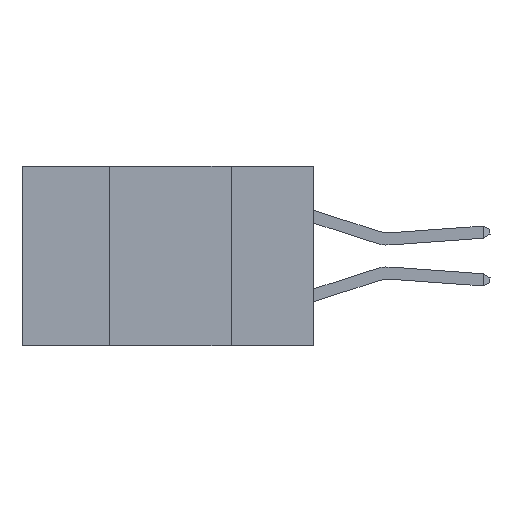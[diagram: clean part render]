
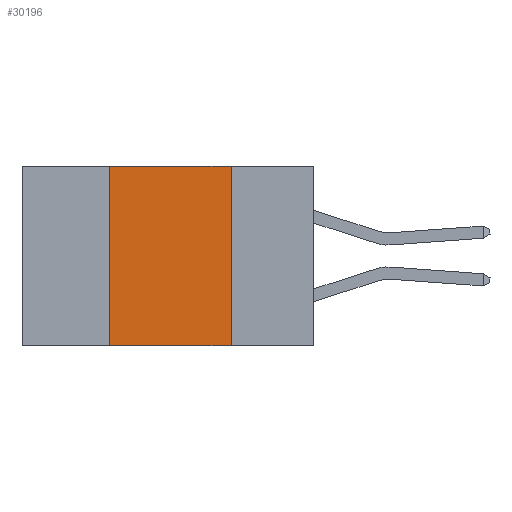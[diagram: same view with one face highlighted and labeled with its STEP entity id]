
A CAD part, left-side view. The second image highlights one B-rep face of the part: STEP entity #30196.
In plain terms, the highlighted planar face has unit normal (-1, 0, 0).
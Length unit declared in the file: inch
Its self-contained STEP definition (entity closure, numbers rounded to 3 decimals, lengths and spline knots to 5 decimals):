
#201 = CARTESIAN_POINT ( 'NONE',  ( 0., 0.17, -0.37 ) ) ;
#261 = EDGE_LOOP ( 'NONE', ( #28267, #6842, #14478, #29990 ) ) ;
#1651 = EDGE_CURVE ( 'NONE', #26058, #34103, #11069, .T. ) ;
#4448 = LINE ( 'NONE', #28574, #18701 ) ;
#4704 = VERTEX_POINT ( 'NONE', #201 ) ;
#6025 = CARTESIAN_POINT ( 'NONE',  ( 0., 0.6, -0.37 ) ) ;
#6842 = ORIENTED_EDGE ( 'NONE', *, *, #18368, .F. ) ;
#7572 = LINE ( 'NONE', #6025, #28977 ) ;
#8196 = LINE ( 'NONE', #17890, #29576 ) ;
#9698 = CARTESIAN_POINT ( 'NONE',  ( 0., 0.17, 0. ) ) ;
#10054 = EDGE_CURVE ( 'NONE', #28521, #4704, #4448, .T. ) ;
#11069 = LINE ( 'NONE', #19239, #24964 ) ;
#14478 = ORIENTED_EDGE ( 'NONE', *, *, #1651, .F. ) ;
#14855 = DIRECTION ( 'NONE',  ( 0., 0., -1. ) ) ;
#15095 = CARTESIAN_POINT ( 'NONE',  ( 0., 0.6, 0. ) ) ;
#15402 = CARTESIAN_POINT ( 'NONE',  ( 0., 0.42, -0.37 ) ) ;
#17479 = DIRECTION ( 'NONE',  ( 0., -1., 0. ) ) ;
#17739 = PLANE ( 'NONE',  #27936 ) ;
#17863 = DIRECTION ( 'NONE',  ( 0., 0., -1. ) ) ;
#17890 = CARTESIAN_POINT ( 'NONE',  ( 0., 0.6, 0. ) ) ;
#18368 = EDGE_CURVE ( 'NONE', #34103, #28521, #8196, .T. ) ;
#18701 = VECTOR ( 'NONE', #14855, 39.37008 ) ;
#19239 = CARTESIAN_POINT ( 'NONE',  ( 0., 0.42, 0. ) ) ;
#24749 = DIRECTION ( 'NONE',  ( 0., 0., 1. ) ) ;
#24964 = VECTOR ( 'NONE', #24749, 39.37008 ) ;
#26058 = VERTEX_POINT ( 'NONE', #15402 ) ;
#26061 = DIRECTION ( 'NONE',  ( 0., -1., 0. ) ) ;
#27936 = AXIS2_PLACEMENT_3D ( 'NONE', #15095, #34347, #17863 ) ;
#28267 = ORIENTED_EDGE ( 'NONE', *, *, #10054, .F. ) ;
#28521 = VERTEX_POINT ( 'NONE', #9698 ) ;
#28574 = CARTESIAN_POINT ( 'NONE',  ( 0., 0.17, 0. ) ) ;
#28977 = VECTOR ( 'NONE', #17479, 39.37008 ) ;
#29576 = VECTOR ( 'NONE', #26061, 39.37008 ) ;
#29990 = ORIENTED_EDGE ( 'NONE', *, *, #34835, .T. ) ;
#30196 = ADVANCED_FACE ( 'NONE', ( #30999 ), #17739, .F. ) ;
#30999 = FACE_OUTER_BOUND ( 'NONE', #261, .T. ) ;
#31007 = CARTESIAN_POINT ( 'NONE',  ( 0., 0.42, 0. ) ) ;
#34103 = VERTEX_POINT ( 'NONE', #31007 ) ;
#34347 = DIRECTION ( 'NONE',  ( 1., 0., 0. ) ) ;
#34835 = EDGE_CURVE ( 'NONE', #26058, #4704, #7572, .T. ) ;
